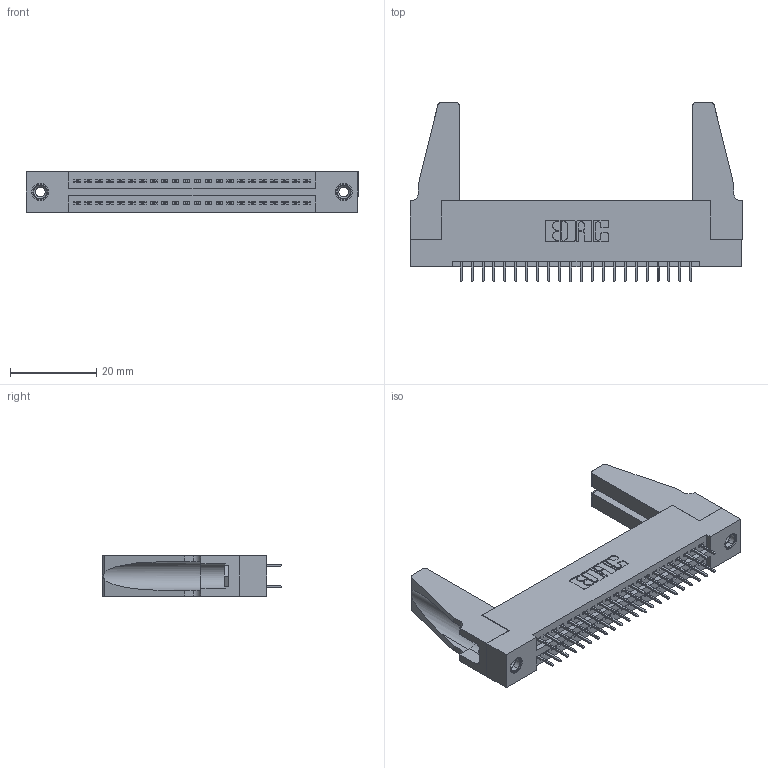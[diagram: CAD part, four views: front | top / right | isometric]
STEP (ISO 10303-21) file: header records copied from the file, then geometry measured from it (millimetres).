
FILE_DESCRIPTION (( 'STEP AP203' ), '1' );
FILE_NAME ('395-044-525-288.STEP', '2020-09-24T05:10:04', ( '' ), ( '' ), 'SwSTEP 2.0', 'SolidWorks 2020', '' );
FILE_SCHEMA (( 'CONFIG_CONTROL_DESIGN' ));
Length unit declared in the file: inch
Products named in the file (5): 345-250-001_345-250-001-102; 345-220-078_345-220-088; 345 Part_Flush Mounting Lugs - 0.156 Dia-TH; 395-044-525-288; 345-292-001_345-293-125
Assembly tree (49 placements, depth 2):
  395-044-525-288
    345 Part_Flush Mounting Lugs - 0.156 Dia-TH
    345-292-001_345-293-125  x44
    345-250-001_345-250-001-102  x2
    345-220-078_345-220-088  x2
Bounding box: 77.11 x 41.58 x 9.4 mm (x, y, z)
Volume: 10485.3 mm3; surface area: 13208 mm2
Topology: 49 solids, 49 shells, 2626 faces, 7387 edges, 4738 vertices
Faces by surface type: plane 1868, cylinder 742, cone 12, torus 4
Entity records: 22176 total; most frequent: CARTESIAN_POINT 3730, ORIENTED_EDGE 3624, DIRECTION 3320, EDGE_CURVE 1812, VECTOR 1554, LINE 1554, VERTEX_POINT 1198, AXIS2_PLACEMENT_3D 883
